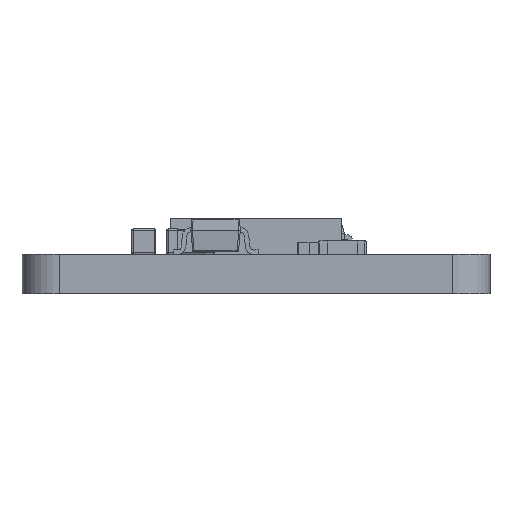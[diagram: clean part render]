
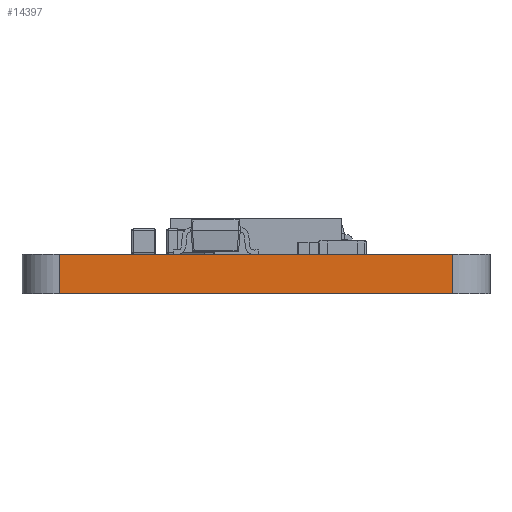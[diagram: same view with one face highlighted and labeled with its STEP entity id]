
A CAD part, front view. The second image highlights one B-rep face of the part: STEP entity #14397.
In plain terms, the highlighted planar face has unit normal (0, -1, 0).
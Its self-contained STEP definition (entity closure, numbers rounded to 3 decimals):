
#2064=FACE_OUTER_BOUND('',#2877,.T.);
#2877=EDGE_LOOP('',(#12913,#12914,#12915,#12916));
#4102=LINE('',#27972,#5397);
#4148=LINE('',#28130,#5443);
#4149=LINE('',#28133,#5444);
#4150=LINE('',#28134,#5445);
#5397=VECTOR('',#17487,10.);
#5443=VECTOR('',#17657,10.);
#5444=VECTOR('',#17660,10.);
#5445=VECTOR('',#17661,10.);
#6834=VERTEX_POINT('',#27969);
#6835=VERTEX_POINT('',#27971);
#6885=VERTEX_POINT('',#28128);
#6886=VERTEX_POINT('',#28132);
#8843=EDGE_CURVE('',#6834,#6835,#4102,.T.);
#8919=EDGE_CURVE('',#6885,#6835,#4148,.T.);
#8920=EDGE_CURVE('',#6886,#6885,#4149,.T.);
#8921=EDGE_CURVE('',#6886,#6834,#4150,.T.);
#12913=ORIENTED_EDGE('',*,*,#8920,.T.);
#12914=ORIENTED_EDGE('',*,*,#8919,.T.);
#12915=ORIENTED_EDGE('',*,*,#8843,.F.);
#12916=ORIENTED_EDGE('',*,*,#8921,.F.);
#13503=PLANE('',#15152);
#14397=ADVANCED_FACE('',(#2064),#13503,.T.);
#15152=AXIS2_PLACEMENT_3D('',#28131,#17658,#17659);
#17487=DIRECTION('',(1.,0.,0.));
#17657=DIRECTION('',(0.,0.,1.));
#17658=DIRECTION('center_axis',(0.,-1.,0.));
#17659=DIRECTION('ref_axis',(1.,0.,0.));
#17660=DIRECTION('',(1.,0.,0.));
#17661=DIRECTION('',(0.,0.,1.));
#27969=CARTESIAN_POINT('',(-6.55,-10.25,1.3));
#27971=CARTESIAN_POINT('',(6.55,-10.25,1.3));
#27972=CARTESIAN_POINT('',(-6.55,-10.25,1.3));
#28128=CARTESIAN_POINT('',(6.55,-10.25,0.));
#28130=CARTESIAN_POINT('',(6.55,-10.25,0.));
#28131=CARTESIAN_POINT('Origin',(-6.55,-10.25,0.));
#28132=CARTESIAN_POINT('',(-6.55,-10.25,0.));
#28133=CARTESIAN_POINT('',(-6.55,-10.25,0.));
#28134=CARTESIAN_POINT('',(-6.55,-10.25,0.));
